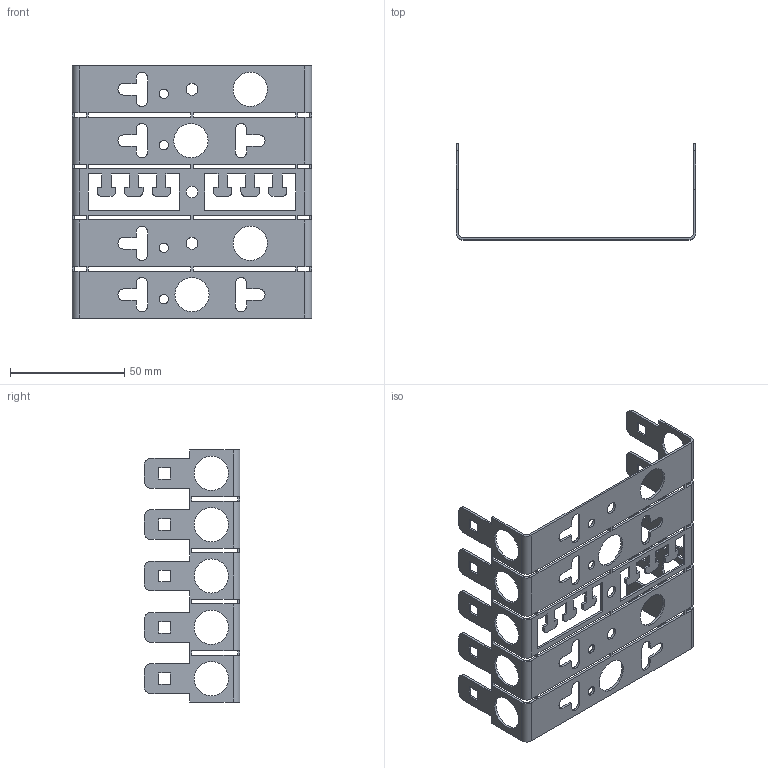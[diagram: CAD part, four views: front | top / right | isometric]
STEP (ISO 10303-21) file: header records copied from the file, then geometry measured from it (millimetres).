
FILE_DESCRIPTION(('Creo Elements/Direct Modeling STEP Export'),'2;1');
FILE_NAME('5084036.stp','2019-09-19T10:21:50',(''),(''),'Creo Elements/Direct Modeling STEP processor for AP214 (Solid Model)','Creo Elements/Direct Modeling 18.0B 02-Dec-2011 (C) Parametric Technology GmbH','');
FILE_SCHEMA(('AUTOMOTIVE_DESIGN { 1 0 10303 214 1 1 1 1 }'));
Length unit declared in the file: millimetre
Products named in the file (2): Montagewanne
Assembly tree (1 placements, depth 2):
  Montagewanne
    Montagewanne
Bounding box: 105 x 42 x 110.5 mm (x, y, z)
Volume: 13025.1 mm3; surface area: 29757.2 mm2
Topology: 1 solids, 1 shells, 352 faces, 1098 edges, 732 vertices
Faces by surface type: plane 240, cylinder 112
Entity records: 11579 total; most frequent: ORIENTED_EDGE 2196, CARTESIAN_POINT 1998, DIRECTION 1736, EDGE_CURVE 1098, VECTOR 796, LINE 796, VERTEX_POINT 732, AXIS2_PLACEMENT_3D 470
